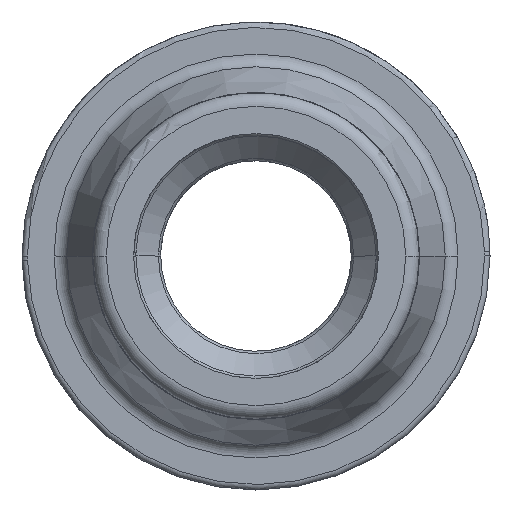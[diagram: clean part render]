
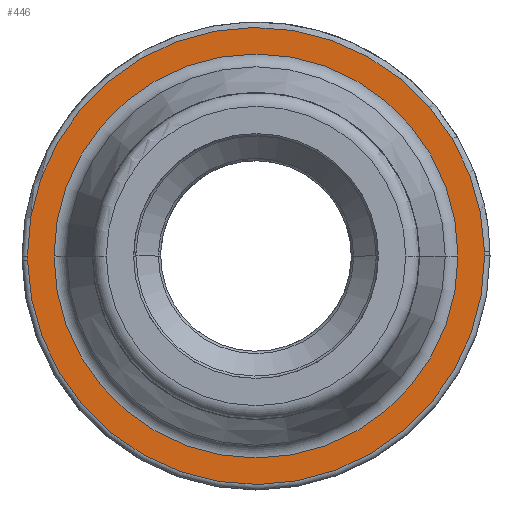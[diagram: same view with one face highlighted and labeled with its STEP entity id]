
A CAD part, front view. The second image highlights one B-rep face of the part: STEP entity #446.
In plain terms, the highlighted planar face has unit normal (0, -1, 0).
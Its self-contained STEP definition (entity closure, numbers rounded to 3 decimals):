
#270=CARTESIAN_POINT('Vertex',(8.399,-11.6,0.157)) ;
#277=CARTESIAN_POINT('Vertex',(-8.4,-11.6,0.)) ;
#280=CARTESIAN_POINT('Axis2P3D Location',(0.,-11.6,0.)) ;
#297=CARTESIAN_POINT('Axis2P3D Location',(0.,-11.6,0.)) ;
#301=CARTESIAN_POINT('Vertex',(8.4,-11.6,0.)) ;
#385=CARTESIAN_POINT('Vertex',(-8.399,-11.6,-0.157)) ;
#388=CARTESIAN_POINT('Axis2P3D Location',(0.,-11.6,0.)) ;
#405=CARTESIAN_POINT('Axis2P3D Location',(0.,-11.6,0.)) ;
#417=CARTESIAN_POINT('Axis2P3D Location',(0.,-11.6,0.)) ;
#428=CARTESIAN_POINT('Axis2P3D Location',(0.,-11.6,0.)) ;
#432=CARTESIAN_POINT('Vertex',(7.423,-11.6,0.)) ;
#434=CARTESIAN_POINT('Vertex',(-7.423,-11.6,0.)) ;
#437=CARTESIAN_POINT('Axis2P3D Location',(0.,-11.6,0.)) ;
#281=DIRECTION('Axis2P3D Direction',(0.,1.,0.)) ;
#298=DIRECTION('Axis2P3D Direction',(0.,1.,0.)) ;
#389=DIRECTION('Axis2P3D Direction',(-0.,1.,0.)) ;
#406=DIRECTION('Axis2P3D Direction',(-0.,1.,0.)) ;
#418=DIRECTION('Axis2P3D Direction',(-0.,1.,0.)) ;
#419=DIRECTION('Axis2P3D XDirection',(1.,0.,0.)) ;
#429=DIRECTION('Axis2P3D Direction',(-0.,1.,0.)) ;
#438=DIRECTION('Axis2P3D Direction',(-0.,1.,0.)) ;
#282=AXIS2_PLACEMENT_3D('Circle Axis2P3D',#280,#281,$) ;
#299=AXIS2_PLACEMENT_3D('Circle Axis2P3D',#297,#298,$) ;
#390=AXIS2_PLACEMENT_3D('Circle Axis2P3D',#388,#389,$) ;
#407=AXIS2_PLACEMENT_3D('Circle Axis2P3D',#405,#406,$) ;
#420=AXIS2_PLACEMENT_3D('Plane Axis2P3D',#417,#418,#419) ;
#430=AXIS2_PLACEMENT_3D('Circle Axis2P3D',#428,#429,$) ;
#439=AXIS2_PLACEMENT_3D('Circle Axis2P3D',#437,#438,$) ;
#423=ORIENTED_EDGE('',*,*,#303,.F.) ;
#424=ORIENTED_EDGE('',*,*,#284,.F.) ;
#425=ORIENTED_EDGE('',*,*,#409,.F.) ;
#426=ORIENTED_EDGE('',*,*,#392,.F.) ;
#443=ORIENTED_EDGE('',*,*,#436,.T.) ;
#444=ORIENTED_EDGE('',*,*,#441,.T.) ;
#445=FACE_BOUND('',#442,.T.) ;
#446=ADVANCED_FACE('MANIFOLD_SOLID_BREP #1581',(#427,#445),#421,.F.) ;
#283=CIRCLE('generated circle',#282,8.4) ;
#300=CIRCLE('generated circle',#299,8.4) ;
#391=CIRCLE('generated circle',#390,8.4) ;
#408=CIRCLE('generated circle',#407,8.4) ;
#431=CIRCLE('generated circle',#430,7.423) ;
#440=CIRCLE('generated circle',#439,7.423) ;
#284=EDGE_CURVE('',#278,#271,#283,.T.) ;
#303=EDGE_CURVE('',#271,#302,#300,.T.) ;
#392=EDGE_CURVE('',#302,#386,#391,.T.) ;
#409=EDGE_CURVE('',#386,#278,#408,.T.) ;
#436=EDGE_CURVE('',#433,#435,#431,.T.) ;
#441=EDGE_CURVE('',#435,#433,#440,.T.) ;
#422=EDGE_LOOP('',(#423,#424,#425,#426)) ;
#442=EDGE_LOOP('',(#443,#444)) ;
#427=FACE_OUTER_BOUND('',#422,.T.) ;
#421=PLANE('',#420) ;
#271=VERTEX_POINT('',#270) ;
#278=VERTEX_POINT('',#277) ;
#302=VERTEX_POINT('',#301) ;
#386=VERTEX_POINT('',#385) ;
#433=VERTEX_POINT('',#432) ;
#435=VERTEX_POINT('',#434) ;
